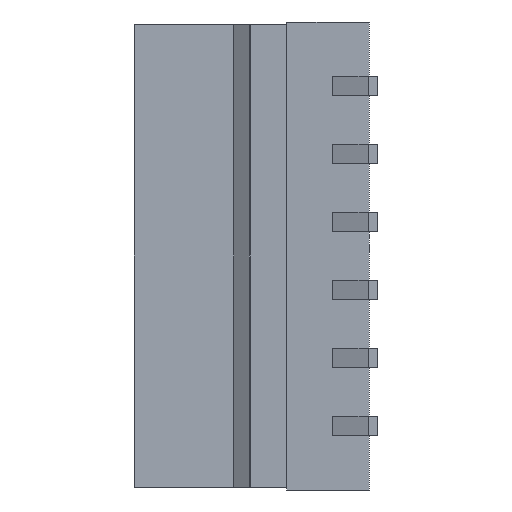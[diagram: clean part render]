
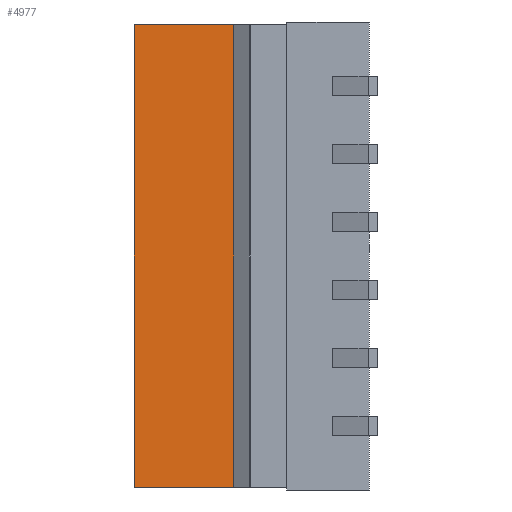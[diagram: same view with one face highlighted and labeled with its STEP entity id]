
A CAD part, left-side view. The second image highlights one B-rep face of the part: STEP entity #4977.
In plain terms, the highlighted planar face has unit normal (-1, -0.028, 0).
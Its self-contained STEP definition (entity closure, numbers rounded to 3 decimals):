
#313 = CARTESIAN_POINT ( 'NONE',  ( -7.602, 8.64, -2.833 ) ) ;
#648 = CARTESIAN_POINT ( 'NONE',  ( -7.602, 8.64, 8.499 ) ) ;
#848 = CARTESIAN_POINT ( 'NONE',  ( -7.602, 8.64, 8.499 ) ) ;
#1116 = VERTEX_POINT ( 'NONE', #848 ) ;
#1134 = CARTESIAN_POINT ( 'NONE',  ( -7.602, 8.64, 8.499 ) ) ;
#1186 = CARTESIAN_POINT ( 'NONE',  ( -7.602, 8.64, -8.499 ) ) ;
#2138 = LINE ( 'NONE', #648, #11309 ) ;
#2447 = DIRECTION ( 'NONE',  ( -1., -0.028, 0. ) ) ;
#2693 = AXIS2_PLACEMENT_3D ( 'NONE', #1134, #2447, #7310 ) ;
#2966 = CARTESIAN_POINT ( 'NONE',  ( -7.602, 8.64, 8.499 ) ) ;
#4105 = EDGE_CURVE ( 'NONE', #6479, #10326, #7669, .T. ) ;
#4186 = EDGE_CURVE ( 'NONE', #7479, #1116, #2138, .T. ) ;
#4823 = CARTESIAN_POINT ( 'NONE',  ( -7.602, 8.64, -8.499 ) ) ;
#4977 = ADVANCED_FACE ( 'NONE', ( #8079 ), #6470, .T. ) ;
#5170 = DIRECTION ( 'NONE',  ( 0., 0., 1. ) ) ;
#5361 = CARTESIAN_POINT ( 'NONE',  ( -7.501, 4.994, 8.499 ) ) ;
#5805 = ORIENTED_EDGE ( 'NONE', *, *, #6656, .T. ) ;
#5914 = B_SPLINE_CURVE_WITH_KNOTS ( 'NONE', 3,
 ( #4823, #313, #9399, #2966 ),
 .UNSPECIFIED., .F., .F.,
 ( 4, 4 ),
 ( 0., 1. ),
 .UNSPECIFIED. ) ;
#6186 = VECTOR ( 'NONE', #5170, 1000. ) ;
#6470 = PLANE ( 'NONE',  #2693 ) ;
#6479 = VERTEX_POINT ( 'NONE', #1186 ) ;
#6525 = VECTOR ( 'NONE', #8751, 1000. ) ;
#6656 = EDGE_CURVE ( 'NONE', #10326, #7479, #8875, .T. ) ;
#6995 = CARTESIAN_POINT ( 'NONE',  ( -7.501, 4.994, 8.499 ) ) ;
#7053 = CARTESIAN_POINT ( 'NONE',  ( -7.602, 8.64, -8.499 ) ) ;
#7059 = ORIENTED_EDGE ( 'NONE', *, *, #4105, .T. ) ;
#7310 = DIRECTION ( 'NONE',  ( 0.028, -1., 0. ) ) ;
#7479 = VERTEX_POINT ( 'NONE', #5361 ) ;
#7669 = LINE ( 'NONE', #7053, #6525 ) ;
#8079 = FACE_OUTER_BOUND ( 'NONE', #8323, .T. ) ;
#8323 = EDGE_LOOP ( 'NONE', ( #10007, #9002, #7059, #5805 ) ) ;
#8458 = CARTESIAN_POINT ( 'NONE',  ( -7.501, 4.994, -8.499 ) ) ;
#8751 = DIRECTION ( 'NONE',  ( 0.028, -1., 0. ) ) ;
#8875 = LINE ( 'NONE', #6995, #6186 ) ;
#9002 = ORIENTED_EDGE ( 'NONE', *, *, #10707, .F. ) ;
#9399 = CARTESIAN_POINT ( 'NONE',  ( -7.602, 8.64, 2.833 ) ) ;
#9750 = DIRECTION ( 'NONE',  ( -0.028, 1., 0. ) ) ;
#10007 = ORIENTED_EDGE ( 'NONE', *, *, #4186, .T. ) ;
#10326 = VERTEX_POINT ( 'NONE', #8458 ) ;
#10707 = EDGE_CURVE ( 'NONE', #6479, #1116, #5914, .T. ) ;
#11309 = VECTOR ( 'NONE', #9750, 1000. ) ;
